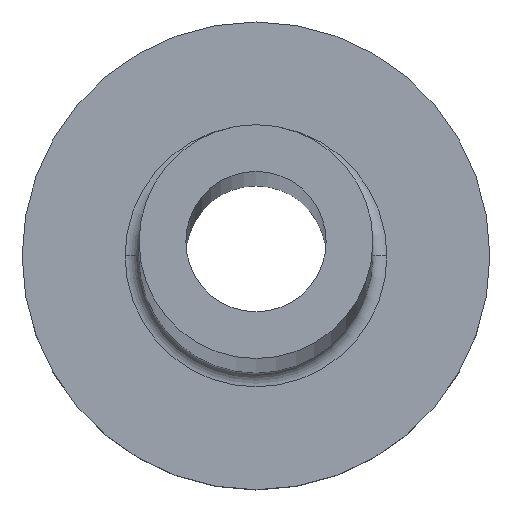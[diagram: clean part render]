
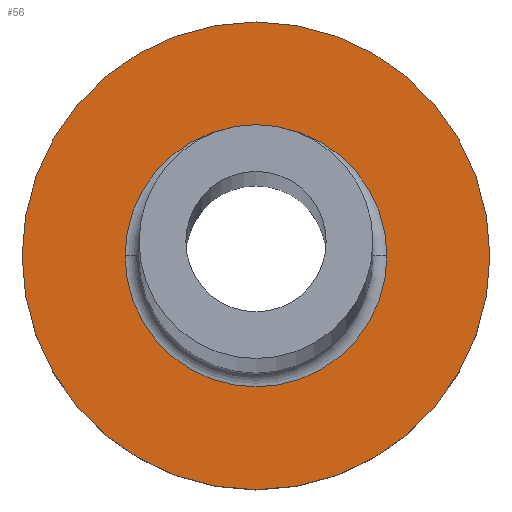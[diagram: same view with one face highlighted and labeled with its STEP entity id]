
A CAD part, top view. The second image highlights one B-rep face of the part: STEP entity #56.
In plain terms, the highlighted planar face has unit normal (0, 0, 1).
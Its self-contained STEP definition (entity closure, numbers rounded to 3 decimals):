
#16 = CARTESIAN_POINT ( 'NONE',  ( -5., 0., 3. ) ) ;
#44 = ORIENTED_EDGE ( 'NONE', *, *, #51, .T. ) ;
#51 = EDGE_CURVE ( 'NONE', #296, #187, #276, .T. ) ;
#56 = ADVANCED_FACE ( 'NONE', ( #368, #134 ), #162, .T. ) ;
#58 = AXIS2_PLACEMENT_3D ( 'NONE', #348, #380, #289 ) ;
#62 = DIRECTION ( 'NONE',  ( 1., 0., 0. ) ) ;
#79 = CARTESIAN_POINT ( 'NONE',  ( -2.8, 0., 3. ) ) ;
#87 = ORIENTED_EDGE ( 'NONE', *, *, #142, .T. ) ;
#88 = CIRCLE ( 'NONE', #146, 5. ) ;
#90 = VERTEX_POINT ( 'NONE', #16 ) ;
#110 = CARTESIAN_POINT ( 'NONE',  ( 0., 0., 3. ) ) ;
#111 = AXIS2_PLACEMENT_3D ( 'NONE', #165, #308, #189 ) ;
#134 = FACE_OUTER_BOUND ( 'NONE', #180, .T. ) ;
#137 = VERTEX_POINT ( 'NONE', #378 ) ;
#142 = EDGE_CURVE ( 'NONE', #137, #90, #219, .T. ) ;
#146 = AXIS2_PLACEMENT_3D ( 'NONE', #298, #153, #62 ) ;
#148 = DIRECTION ( 'NONE',  ( 1., 0., 0. ) ) ;
#151 = ORIENTED_EDGE ( 'NONE', *, *, #295, .T. ) ;
#153 = DIRECTION ( 'NONE',  ( 0., 0., 1. ) ) ;
#162 = PLANE ( 'NONE',  #324 ) ;
#165 = CARTESIAN_POINT ( 'NONE',  ( 0., 0., 3. ) ) ;
#169 = CARTESIAN_POINT ( 'NONE',  ( 0., 0., 3. ) ) ;
#180 = EDGE_LOOP ( 'NONE', ( #151, #87 ) ) ;
#187 = VERTEX_POINT ( 'NONE', #79 ) ;
#189 = DIRECTION ( 'NONE',  ( 1., 0., 0. ) ) ;
#198 = CIRCLE ( 'NONE', #58, 2.8 ) ;
#204 = AXIS2_PLACEMENT_3D ( 'NONE', #110, #343, #148 ) ;
#219 = CIRCLE ( 'NONE', #204, 5. ) ;
#243 = DIRECTION ( 'NONE',  ( 0., 0., 1. ) ) ;
#258 = EDGE_CURVE ( 'NONE', #187, #296, #198, .T. ) ;
#267 = ORIENTED_EDGE ( 'NONE', *, *, #258, .T. ) ;
#276 = CIRCLE ( 'NONE', #111, 2.8 ) ;
#279 = DIRECTION ( 'NONE',  ( 1., 0., 0. ) ) ;
#289 = DIRECTION ( 'NONE',  ( 1., 0., 0. ) ) ;
#295 = EDGE_CURVE ( 'NONE', #90, #137, #88, .T. ) ;
#296 = VERTEX_POINT ( 'NONE', #356 ) ;
#298 = CARTESIAN_POINT ( 'NONE',  ( 0., 0., 3. ) ) ;
#306 = EDGE_LOOP ( 'NONE', ( #44, #267 ) ) ;
#308 = DIRECTION ( 'NONE',  ( 0., 0., -1. ) ) ;
#324 = AXIS2_PLACEMENT_3D ( 'NONE', #169, #243, #279 ) ;
#343 = DIRECTION ( 'NONE',  ( 0., 0., 1. ) ) ;
#348 = CARTESIAN_POINT ( 'NONE',  ( 0., 0., 3. ) ) ;
#356 = CARTESIAN_POINT ( 'NONE',  ( 2.8, 0., 3. ) ) ;
#368 = FACE_BOUND ( 'NONE', #306, .T. ) ;
#378 = CARTESIAN_POINT ( 'NONE',  ( 5., 0., 3. ) ) ;
#380 = DIRECTION ( 'NONE',  ( 0., 0., -1. ) ) ;
